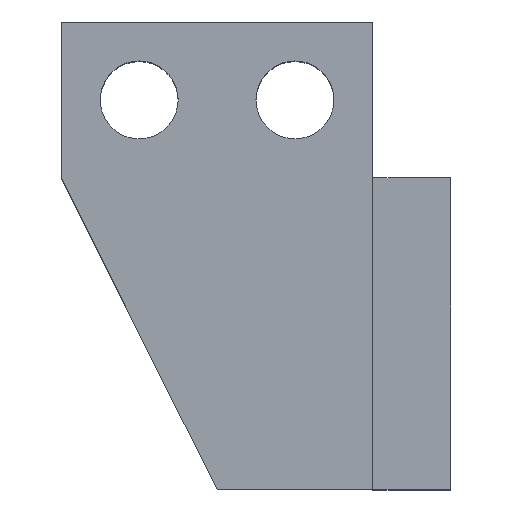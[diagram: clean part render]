
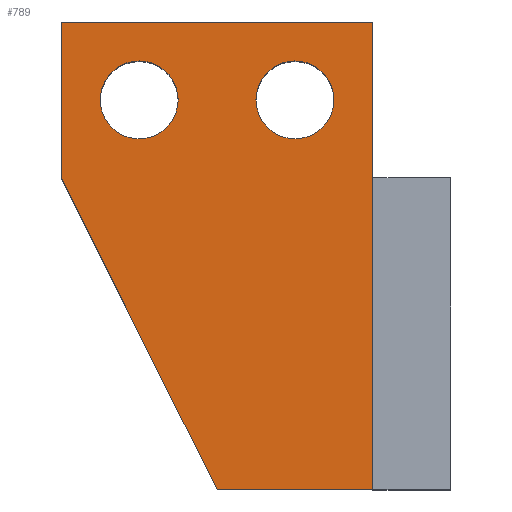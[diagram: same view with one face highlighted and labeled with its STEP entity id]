
A CAD part, top view. The second image highlights one B-rep face of the part: STEP entity #789.
In plain terms, the highlighted planar face has unit normal (0, 0, 1).
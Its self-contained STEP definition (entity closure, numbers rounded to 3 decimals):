
#1 = ORIENTED_EDGE ( 'NONE', *, *, #667, .F. ) ;
#19 = DIRECTION ( 'NONE',  ( 0., 0., 1. ) ) ;
#32 = EDGE_LOOP ( 'NONE', ( #234, #226, #682, #859, #107 ) ) ;
#57 = AXIS2_PLACEMENT_3D ( 'NONE', #135, #1197, #1176 ) ;
#59 = LINE ( 'NONE', #739, #1182 ) ;
#76 = AXIS2_PLACEMENT_3D ( 'NONE', #940, #332, #167 ) ;
#98 = VERTEX_POINT ( 'NONE', #1061 ) ;
#106 = AXIS2_PLACEMENT_3D ( 'NONE', #407, #19, #394 ) ;
#107 = ORIENTED_EDGE ( 'NONE', *, *, #1199, .T. ) ;
#129 = LINE ( 'NONE', #1074, #615 ) ;
#135 = CARTESIAN_POINT ( 'NONE',  ( 5.504, -14.082, 42.5 ) ) ;
#149 = VERTEX_POINT ( 'NONE', #1072 ) ;
#167 = DIRECTION ( 'NONE',  ( 1., 0., 0. ) ) ;
#189 = EDGE_CURVE ( 'NONE', #526, #1080, #644, .T. ) ;
#191 = VERTEX_POINT ( 'NONE', #487 ) ;
#207 = DIRECTION ( 'NONE',  ( 0., 0., 1. ) ) ;
#208 = EDGE_LOOP ( 'NONE', ( #309, #395 ) ) ;
#209 = AXIS2_PLACEMENT_3D ( 'NONE', #1161, #207, #598 ) ;
#211 = VECTOR ( 'NONE', #252, 1000. ) ;
#226 = ORIENTED_EDGE ( 'NONE', *, *, #936, .T. ) ;
#229 = EDGE_CURVE ( 'NONE', #315, #149, #472, .T. ) ;
#233 = DIRECTION ( 'NONE',  ( 0., 0., 1. ) ) ;
#234 = ORIENTED_EDGE ( 'NONE', *, *, #953, .T. ) ;
#252 = DIRECTION ( 'NONE',  ( 0., 1., 0. ) ) ;
#309 = ORIENTED_EDGE ( 'NONE', *, *, #514, .F. ) ;
#315 = VERTEX_POINT ( 'NONE', #366 ) ;
#326 = CARTESIAN_POINT ( 'NONE',  ( -9.496, 10.918, 42.5 ) ) ;
#332 = DIRECTION ( 'NONE',  ( 0., 0., 1. ) ) ;
#366 = CARTESIAN_POINT ( 'NONE',  ( -1.996, 10.918, 42.5 ) ) ;
#378 = CIRCLE ( 'NONE', #810, 2.5 ) ;
#394 = DIRECTION ( 'NONE',  ( 1., 0., 0. ) ) ;
#395 = ORIENTED_EDGE ( 'NONE', *, *, #189, .F. ) ;
#407 = CARTESIAN_POINT ( 'NONE',  ( -9.496, 10.918, 42.5 ) ) ;
#436 = DIRECTION ( 'NONE',  ( 0., -1., 0. ) ) ;
#472 = CIRCLE ( 'NONE', #209, 2.5 ) ;
#487 = CARTESIAN_POINT ( 'NONE',  ( 5.504, -14.082, 42.5 ) ) ;
#504 = EDGE_CURVE ( 'NONE', #1068, #98, #617, .T. ) ;
#514 = EDGE_CURVE ( 'NONE', #1080, #526, #378, .T. ) ;
#524 = CARTESIAN_POINT ( 'NONE',  ( -14.496, 15.918, 42.5 ) ) ;
#526 = VERTEX_POINT ( 'NONE', #1016 ) ;
#534 = EDGE_LOOP ( 'NONE', ( #841, #1 ) ) ;
#555 = CIRCLE ( 'NONE', #76, 2.5 ) ;
#562 = CARTESIAN_POINT ( 'NONE',  ( -14.496, 5.918, 42.5 ) ) ;
#595 = EDGE_CURVE ( 'NONE', #821, #1068, #59, .T. ) ;
#598 = DIRECTION ( 'NONE',  ( 1., 0., 0. ) ) ;
#615 = VECTOR ( 'NONE', #883, 1000. ) ;
#617 = LINE ( 'NONE', #1001, #928 ) ;
#623 = VECTOR ( 'NONE', #1037, 1000. ) ;
#624 = PLANE ( 'NONE',  #57 ) ;
#644 = CIRCLE ( 'NONE', #106, 2.5 ) ;
#647 = CARTESIAN_POINT ( 'NONE',  ( -14.496, 15.918, 42.5 ) ) ;
#654 = LINE ( 'NONE', #647, #623 ) ;
#667 = EDGE_CURVE ( 'NONE', #149, #315, #555, .T. ) ;
#682 = ORIENTED_EDGE ( 'NONE', *, *, #595, .T. ) ;
#717 = FACE_BOUND ( 'NONE', #534, .T. ) ;
#739 = CARTESIAN_POINT ( 'NONE',  ( -14.496, 5.918, 42.5 ) ) ;
#789 = ADVANCED_FACE ( 'NONE', ( #890, #717, #908 ), #624, .F. ) ;
#810 = AXIS2_PLACEMENT_3D ( 'NONE', #326, #233, #1007 ) ;
#811 = DIRECTION ( 'NONE',  ( 0.447, -0.894, 0. ) ) ;
#821 = VERTEX_POINT ( 'NONE', #524 ) ;
#823 = LINE ( 'NONE', #1015, #211 ) ;
#841 = ORIENTED_EDGE ( 'NONE', *, *, #229, .F. ) ;
#859 = ORIENTED_EDGE ( 'NONE', *, *, #504, .T. ) ;
#883 = DIRECTION ( 'NONE',  ( 1., 0., 0. ) ) ;
#890 = FACE_OUTER_BOUND ( 'NONE', #32, .T. ) ;
#908 = FACE_BOUND ( 'NONE', #208, .T. ) ;
#928 = VECTOR ( 'NONE', #811, 1000. ) ;
#936 = EDGE_CURVE ( 'NONE', #1035, #821, #654, .T. ) ;
#940 = CARTESIAN_POINT ( 'NONE',  ( 0.504, 10.918, 42.5 ) ) ;
#953 = EDGE_CURVE ( 'NONE', #191, #1035, #823, .T. ) ;
#975 = CARTESIAN_POINT ( 'NONE',  ( 5.504, 15.918, 42.5 ) ) ;
#1001 = CARTESIAN_POINT ( 'NONE',  ( -4.496, -14.082, 42.5 ) ) ;
#1007 = DIRECTION ( 'NONE',  ( 1., 0., 0. ) ) ;
#1015 = CARTESIAN_POINT ( 'NONE',  ( 5.504, 15.918, 42.5 ) ) ;
#1016 = CARTESIAN_POINT ( 'NONE',  ( -6.996, 10.918, 42.5 ) ) ;
#1035 = VERTEX_POINT ( 'NONE', #975 ) ;
#1037 = DIRECTION ( 'NONE',  ( -1., 0., 0. ) ) ;
#1061 = CARTESIAN_POINT ( 'NONE',  ( -4.496, -14.082, 42.5 ) ) ;
#1068 = VERTEX_POINT ( 'NONE', #562 ) ;
#1072 = CARTESIAN_POINT ( 'NONE',  ( 3.004, 10.918, 42.5 ) ) ;
#1074 = CARTESIAN_POINT ( 'NONE',  ( 5.504, -14.082, 42.5 ) ) ;
#1080 = VERTEX_POINT ( 'NONE', #1163 ) ;
#1161 = CARTESIAN_POINT ( 'NONE',  ( 0.504, 10.918, 42.5 ) ) ;
#1163 = CARTESIAN_POINT ( 'NONE',  ( -11.996, 10.918, 42.5 ) ) ;
#1176 = DIRECTION ( 'NONE',  ( -1., 0., 0. ) ) ;
#1182 = VECTOR ( 'NONE', #436, 1000. ) ;
#1197 = DIRECTION ( 'NONE',  ( 0., 0., -1. ) ) ;
#1199 = EDGE_CURVE ( 'NONE', #98, #191, #129, .T. ) ;
